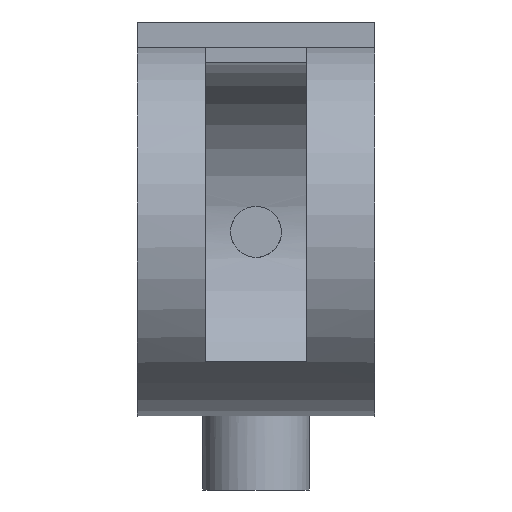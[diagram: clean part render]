
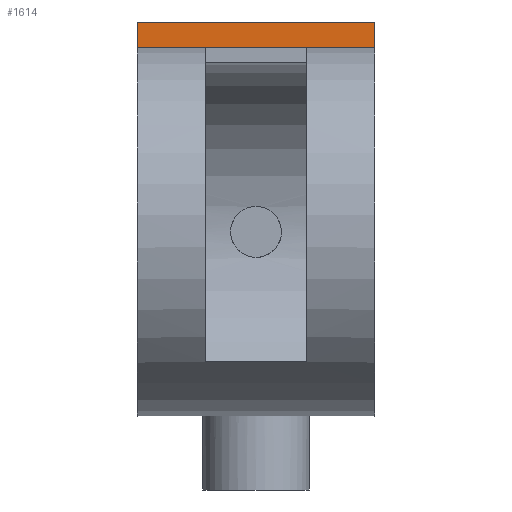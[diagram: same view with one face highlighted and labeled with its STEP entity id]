
A CAD part, front view. The second image highlights one B-rep face of the part: STEP entity #1614.
In plain terms, the highlighted planar face has unit normal (0, -1, 0).
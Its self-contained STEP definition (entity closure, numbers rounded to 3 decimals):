
#72 = EDGE_CURVE ( 'NONE', #1363, #1281, #790, .T. ) ;
#106 = FACE_OUTER_BOUND ( 'NONE', #1335, .T. ) ;
#175 = EDGE_CURVE ( 'NONE', #1281, #1945, #2632, .T. ) ;
#427 = CARTESIAN_POINT ( 'NONE',  ( 70., -9., 108.628 ) ) ;
#442 = CARTESIAN_POINT ( 'NONE',  ( -70., -9., 123.628 ) ) ;
#538 = EDGE_CURVE ( 'NONE', #1488, #1945, #2935, .T. ) ;
#670 = LINE ( 'NONE', #1650, #2913 ) ;
#751 = CARTESIAN_POINT ( 'NONE',  ( -70., -9., 123.628 ) ) ;
#790 = LINE ( 'NONE', #1774, #2303 ) ;
#831 = DIRECTION ( 'NONE',  ( 0., 0., 1. ) ) ;
#898 = ORIENTED_EDGE ( 'NONE', *, *, #72, .F. ) ;
#1079 = PLANE ( 'NONE',  #1838 ) ;
#1161 = CARTESIAN_POINT ( 'NONE',  ( 70., -9., 108.628 ) ) ;
#1247 = EDGE_CURVE ( 'NONE', #1363, #1488, #670, .T. ) ;
#1281 = VERTEX_POINT ( 'NONE', #1161 ) ;
#1335 = EDGE_LOOP ( 'NONE', ( #1566, #1852, #898, #2365 ) ) ;
#1363 = VERTEX_POINT ( 'NONE', #1936 ) ;
#1402 = DIRECTION ( 'NONE',  ( -1., 0., 0. ) ) ;
#1425 = VECTOR ( 'NONE', #1735, 1000. ) ;
#1433 = CARTESIAN_POINT ( 'NONE',  ( -70., -9., 108.628 ) ) ;
#1488 = VERTEX_POINT ( 'NONE', #442 ) ;
#1566 = ORIENTED_EDGE ( 'NONE', *, *, #538, .T. ) ;
#1614 = ADVANCED_FACE ( 'NONE', ( #106 ), #1079, .F. ) ;
#1650 = CARTESIAN_POINT ( 'NONE',  ( 70., -9., 123.628 ) ) ;
#1735 = DIRECTION ( 'NONE',  ( 0., 0., -1. ) ) ;
#1774 = CARTESIAN_POINT ( 'NONE',  ( 70., -9., 123.628 ) ) ;
#1838 = AXIS2_PLACEMENT_3D ( 'NONE', #2060, #3019, #831 ) ;
#1852 = ORIENTED_EDGE ( 'NONE', *, *, #175, .F. ) ;
#1936 = CARTESIAN_POINT ( 'NONE',  ( 70., -9., 123.628 ) ) ;
#1945 = VERTEX_POINT ( 'NONE', #1433 ) ;
#2060 = CARTESIAN_POINT ( 'NONE',  ( 70., -9., 123.628 ) ) ;
#2138 = VECTOR ( 'NONE', #1402, 1000. ) ;
#2303 = VECTOR ( 'NONE', #2747, 1000. ) ;
#2365 = ORIENTED_EDGE ( 'NONE', *, *, #1247, .T. ) ;
#2632 = LINE ( 'NONE', #427, #2138 ) ;
#2633 = DIRECTION ( 'NONE',  ( -1., 0., 0. ) ) ;
#2747 = DIRECTION ( 'NONE',  ( 0., 0., -1. ) ) ;
#2913 = VECTOR ( 'NONE', #2633, 1000. ) ;
#2935 = LINE ( 'NONE', #751, #1425 ) ;
#3019 = DIRECTION ( 'NONE',  ( 0., 1., 0. ) ) ;
